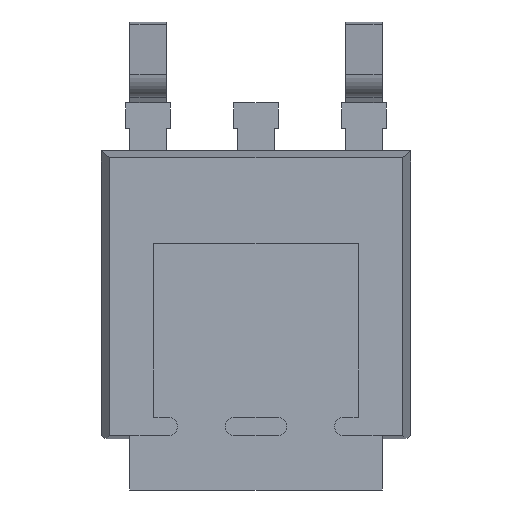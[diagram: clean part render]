
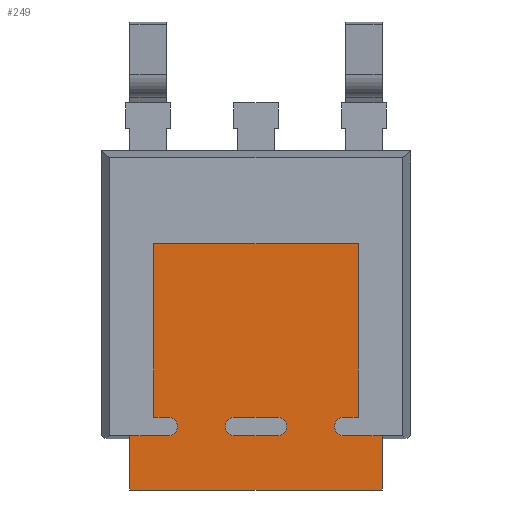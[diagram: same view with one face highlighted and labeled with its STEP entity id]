
A CAD part, front view. The second image highlights one B-rep face of the part: STEP entity #249.
In plain terms, the highlighted planar face has unit normal (0, -1, 0).
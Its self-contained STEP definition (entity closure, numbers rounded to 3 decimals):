
#35 = VERTEX_POINT ( 'NONE', #1415 ) ;
#49 = DIRECTION ( 'NONE',  ( 0., 0., 1. ) ) ;
#61 = CARTESIAN_POINT ( 'NONE',  ( 2.16, 0., -3.409 ) ) ;
#78 = VERTEX_POINT ( 'NONE', #1937 ) ;
#85 = VERTEX_POINT ( 'NONE', #61 ) ;
#115 = LINE ( 'NONE', #2770, #1027 ) ;
#126 = CIRCLE ( 'NONE', #3036, 0.2 ) ;
#133 = CARTESIAN_POINT ( 'NONE',  ( -0.45, 0., -3.809 ) ) ;
#143 = EDGE_CURVE ( 'NONE', #2925, #2077, #1106, .T. ) ;
#178 = DIRECTION ( 'NONE',  ( 0., 1., 0. ) ) ;
#197 = VERTEX_POINT ( 'NONE', #1619 ) ;
#220 = CARTESIAN_POINT ( 'NONE',  ( -2.667, 0., 0. ) ) ;
#244 = CARTESIAN_POINT ( 'NONE',  ( 0., 0., -3.809 ) ) ;
#249 = ADVANCED_FACE ( 'NONE', ( #2162, #2006 ), #2616, .F. ) ;
#282 = VECTOR ( 'NONE', #2386, 1000. ) ;
#294 = DIRECTION ( 'NONE',  ( -1., 0., 0. ) ) ;
#336 = EDGE_CURVE ( 'NONE', #1921, #1484, #2651, .T. ) ;
#419 = ORIENTED_EDGE ( 'NONE', *, *, #671, .T. ) ;
#446 = VERTEX_POINT ( 'NONE', #1035 ) ;
#451 = VERTEX_POINT ( 'NONE', #133 ) ;
#487 = LINE ( 'NONE', #2573, #2263 ) ;
#528 = LINE ( 'NONE', #2742, #1230 ) ;
#552 = CARTESIAN_POINT ( 'NONE',  ( 0., 0., -3.409 ) ) ;
#579 = ORIENTED_EDGE ( 'NONE', *, *, #1135, .F. ) ;
#607 = CARTESIAN_POINT ( 'NONE',  ( 0., 0., -3.809 ) ) ;
#612 = CARTESIAN_POINT ( 'NONE',  ( -0.45, 0., -3.609 ) ) ;
#635 = DIRECTION ( 'NONE',  ( 1., 0., 0. ) ) ;
#671 = EDGE_CURVE ( 'NONE', #2065, #446, #1432, .T. ) ;
#740 = DIRECTION ( 'NONE',  ( 0., 0., 1. ) ) ;
#750 = CARTESIAN_POINT ( 'NONE',  ( 0., 0., 0. ) ) ;
#790 = VECTOR ( 'NONE', #1653, 1000. ) ;
#802 = CARTESIAN_POINT ( 'NONE',  ( 0., 0., -4.952 ) ) ;
#847 = DIRECTION ( 'NONE',  ( 0., 0., 1. ) ) ;
#883 = EDGE_CURVE ( 'NONE', #2128, #2982, #115, .T. ) ;
#886 = VECTOR ( 'NONE', #294, 1000. ) ;
#909 = LINE ( 'NONE', #552, #2101 ) ;
#1027 = VECTOR ( 'NONE', #2296, 1000. ) ;
#1035 = CARTESIAN_POINT ( 'NONE',  ( 1.86, 0., -3.409 ) ) ;
#1037 = VECTOR ( 'NONE', #1577, 1000. ) ;
#1087 = DIRECTION ( 'NONE',  ( 0., 1., 0. ) ) ;
#1106 = LINE ( 'NONE', #607, #1037 ) ;
#1117 = ORIENTED_EDGE ( 'NONE', *, *, #2459, .F. ) ;
#1135 = EDGE_CURVE ( 'NONE', #2063, #2286, #487, .T. ) ;
#1227 = ORIENTED_EDGE ( 'NONE', *, *, #1985, .F. ) ;
#1230 = VECTOR ( 'NONE', #635, 1000. ) ;
#1241 = EDGE_CURVE ( 'NONE', #451, #2982, #1700, .T. ) ;
#1313 = CARTESIAN_POINT ( 'NONE',  ( 0., 0., -3.809 ) ) ;
#1384 = EDGE_CURVE ( 'NONE', #197, #2065, #2043, .T. ) ;
#1395 = ORIENTED_EDGE ( 'NONE', *, *, #1922, .F. ) ;
#1404 = EDGE_CURVE ( 'NONE', #2128, #1790, #126, .T. ) ;
#1415 = CARTESIAN_POINT ( 'NONE',  ( 2.16, 0., 0.258 ) ) ;
#1421 = CARTESIAN_POINT ( 'NONE',  ( -2.16, 0., 0.258 ) ) ;
#1432 = CIRCLE ( 'NONE', #1817, 0.2 ) ;
#1449 = VECTOR ( 'NONE', #1610, 1000. ) ;
#1484 = VERTEX_POINT ( 'NONE', #2155 ) ;
#1492 = EDGE_LOOP ( 'NONE', ( #2289, #1988, #2734, #1970 ) ) ;
#1507 = CARTESIAN_POINT ( 'NONE',  ( -1.86, 0., -3.609 ) ) ;
#1515 = LINE ( 'NONE', #220, #282 ) ;
#1521 = CARTESIAN_POINT ( 'NONE',  ( -2.16, 0., -3.409 ) ) ;
#1575 = EDGE_CURVE ( 'NONE', #2925, #78, #1972, .T. ) ;
#1577 = DIRECTION ( 'NONE',  ( -1., 0., 0. ) ) ;
#1610 = DIRECTION ( 'NONE',  ( 1., 0., 0. ) ) ;
#1619 = CARTESIAN_POINT ( 'NONE',  ( 2.668, 0., -3.809 ) ) ;
#1626 = VECTOR ( 'NONE', #1814, 1000. ) ;
#1631 = DIRECTION ( 'NONE',  ( 0., 0., 1. ) ) ;
#1650 = CARTESIAN_POINT ( 'NONE',  ( 2.668, 0., -4.953 ) ) ;
#1652 = CARTESIAN_POINT ( 'NONE',  ( -0.45, 0., -3.409 ) ) ;
#1653 = DIRECTION ( 'NONE',  ( -1., 0., 0. ) ) ;
#1656 = VECTOR ( 'NONE', #2888, 1000. ) ;
#1661 = VECTOR ( 'NONE', #2899, 1000. ) ;
#1700 = CIRCLE ( 'NONE', #2561, 0.2 ) ;
#1758 = ORIENTED_EDGE ( 'NONE', *, *, #1384, .T. ) ;
#1767 = ORIENTED_EDGE ( 'NONE', *, *, #2260, .F. ) ;
#1790 = VERTEX_POINT ( 'NONE', #2524 ) ;
#1814 = DIRECTION ( 'NONE',  ( -1., 0., 0. ) ) ;
#1817 = AXIS2_PLACEMENT_3D ( 'NONE', #1857, #2088, #49 ) ;
#1834 = DIRECTION ( 'NONE',  ( 0., 0., 1. ) ) ;
#1857 = CARTESIAN_POINT ( 'NONE',  ( 1.86, 0., -3.609 ) ) ;
#1897 = EDGE_LOOP ( 'NONE', ( #2525, #1758, #419, #2333, #1395, #1117, #579, #1227, #2927, #2505, #1767, #2844 ) ) ;
#1921 = VERTEX_POINT ( 'NONE', #1650 ) ;
#1922 = EDGE_CURVE ( 'NONE', #35, #85, #2940, .T. ) ;
#1937 = CARTESIAN_POINT ( 'NONE',  ( -1.86, 0., -3.409 ) ) ;
#1970 = ORIENTED_EDGE ( 'NONE', *, *, #1404, .T. ) ;
#1972 = CIRCLE ( 'NONE', #2880, 0.2 ) ;
#1979 = CARTESIAN_POINT ( 'NONE',  ( -2.667, 0., -3.809 ) ) ;
#1985 = EDGE_CURVE ( 'NONE', #78, #2063, #909, .T. ) ;
#1988 = ORIENTED_EDGE ( 'NONE', *, *, #1241, .T. ) ;
#1994 = AXIS2_PLACEMENT_3D ( 'NONE', #750, #2847, #740 ) ;
#2006 = FACE_OUTER_BOUND ( 'NONE', #1897, .T. ) ;
#2043 = LINE ( 'NONE', #1313, #1626 ) ;
#2063 = VERTEX_POINT ( 'NONE', #1521 ) ;
#2065 = VERTEX_POINT ( 'NONE', #2486 ) ;
#2077 = VERTEX_POINT ( 'NONE', #1979 ) ;
#2083 = LINE ( 'NONE', #2100, #1449 ) ;
#2088 = DIRECTION ( 'NONE',  ( 0., 1., 0. ) ) ;
#2100 = CARTESIAN_POINT ( 'NONE',  ( 0., 0., -3.409 ) ) ;
#2101 = VECTOR ( 'NONE', #2443, 1000. ) ;
#2128 = VERTEX_POINT ( 'NONE', #2571 ) ;
#2155 = CARTESIAN_POINT ( 'NONE',  ( -2.667, 0., -4.953 ) ) ;
#2157 = CARTESIAN_POINT ( 'NONE',  ( 2.668, 0., 0. ) ) ;
#2162 = FACE_BOUND ( 'NONE', #1492, .T. ) ;
#2197 = EDGE_CURVE ( 'NONE', #1790, #451, #2986, .T. ) ;
#2227 = CARTESIAN_POINT ( 'NONE',  ( -1.86, 0., -3.809 ) ) ;
#2236 = DIRECTION ( 'NONE',  ( 0., 0., 1. ) ) ;
#2260 = EDGE_CURVE ( 'NONE', #1484, #2077, #1515, .T. ) ;
#2263 = VECTOR ( 'NONE', #1631, 1000. ) ;
#2286 = VERTEX_POINT ( 'NONE', #1421 ) ;
#2289 = ORIENTED_EDGE ( 'NONE', *, *, #2197, .T. ) ;
#2296 = DIRECTION ( 'NONE',  ( -1., 0., 0. ) ) ;
#2308 = LINE ( 'NONE', #2157, #1656 ) ;
#2333 = ORIENTED_EDGE ( 'NONE', *, *, #2598, .T. ) ;
#2386 = DIRECTION ( 'NONE',  ( 0., 0., 1. ) ) ;
#2443 = DIRECTION ( 'NONE',  ( -1., 0., 0. ) ) ;
#2459 = EDGE_CURVE ( 'NONE', #2286, #35, #528, .T. ) ;
#2476 = DIRECTION ( 'NONE',  ( 0., -1., 0. ) ) ;
#2486 = CARTESIAN_POINT ( 'NONE',  ( 1.86, 0., -3.809 ) ) ;
#2505 = ORIENTED_EDGE ( 'NONE', *, *, #143, .T. ) ;
#2524 = CARTESIAN_POINT ( 'NONE',  ( 0.45, 0., -3.809 ) ) ;
#2525 = ORIENTED_EDGE ( 'NONE', *, *, #2648, .F. ) ;
#2561 = AXIS2_PLACEMENT_3D ( 'NONE', #612, #1087, #847 ) ;
#2571 = CARTESIAN_POINT ( 'NONE',  ( 0.45, 0., -3.409 ) ) ;
#2573 = CARTESIAN_POINT ( 'NONE',  ( -2.16, 0., 0. ) ) ;
#2598 = EDGE_CURVE ( 'NONE', #446, #85, #2083, .T. ) ;
#2616 = PLANE ( 'NONE',  #1994 ) ;
#2648 = EDGE_CURVE ( 'NONE', #197, #1921, #2308, .T. ) ;
#2651 = LINE ( 'NONE', #802, #886 ) ;
#2734 = ORIENTED_EDGE ( 'NONE', *, *, #883, .F. ) ;
#2742 = CARTESIAN_POINT ( 'NONE',  ( 0., 0., 0.258 ) ) ;
#2770 = CARTESIAN_POINT ( 'NONE',  ( 0., 0., -3.409 ) ) ;
#2816 = CARTESIAN_POINT ( 'NONE',  ( 0.45, 0., -3.609 ) ) ;
#2844 = ORIENTED_EDGE ( 'NONE', *, *, #336, .F. ) ;
#2847 = DIRECTION ( 'NONE',  ( 0., 1., 0. ) ) ;
#2880 = AXIS2_PLACEMENT_3D ( 'NONE', #1507, #2476, #2236 ) ;
#2888 = DIRECTION ( 'NONE',  ( 0., 0., -1. ) ) ;
#2899 = DIRECTION ( 'NONE',  ( 0., 0., -1. ) ) ;
#2925 = VERTEX_POINT ( 'NONE', #2227 ) ;
#2927 = ORIENTED_EDGE ( 'NONE', *, *, #1575, .F. ) ;
#2940 = LINE ( 'NONE', #3037, #1661 ) ;
#2982 = VERTEX_POINT ( 'NONE', #1652 ) ;
#2986 = LINE ( 'NONE', #244, #790 ) ;
#3036 = AXIS2_PLACEMENT_3D ( 'NONE', #2816, #178, #1834 ) ;
#3037 = CARTESIAN_POINT ( 'NONE',  ( 2.16, 0., 0. ) ) ;
